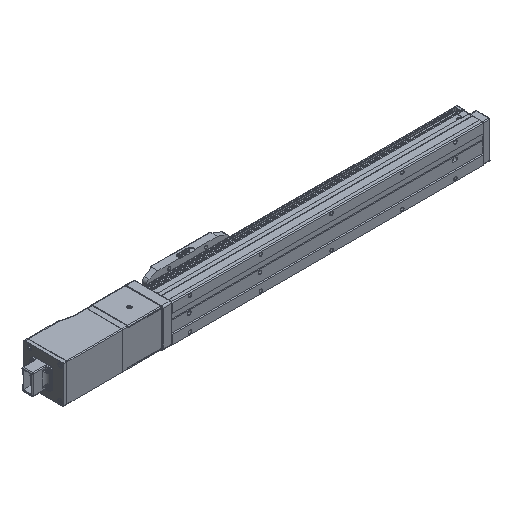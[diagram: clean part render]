
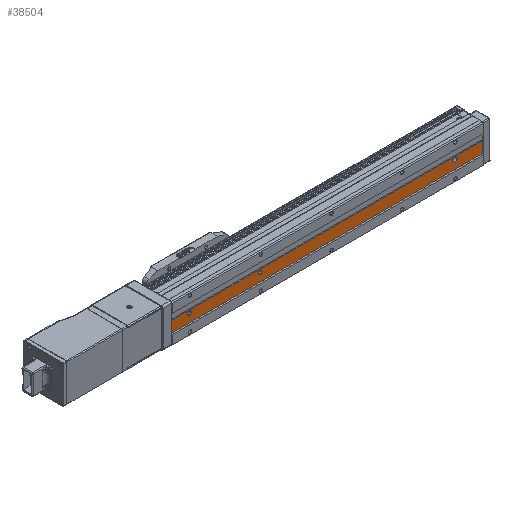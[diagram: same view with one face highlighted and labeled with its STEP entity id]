
A CAD part, isometric view. The second image highlights one B-rep face of the part: STEP entity #38504.
In plain terms, the highlighted planar face has unit normal (0, -1, 0).
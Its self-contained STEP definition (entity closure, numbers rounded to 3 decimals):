
#115 = VERTEX_POINT ( 'NONE', #41806 ) ;
#260 = VECTOR ( 'NONE', #25448, 1000. ) ;
#1692 = DIRECTION ( 'NONE',  ( 0., -1., 0. ) ) ;
#2335 = EDGE_LOOP ( 'NONE', ( #28760, #40749, #24614, #47448 ) ) ;
#2815 = DIRECTION ( 'NONE',  ( 0., -1., 0. ) ) ;
#3001 = EDGE_CURVE ( 'NONE', #115, #41031, #32352, .T. ) ;
#3096 = VECTOR ( 'NONE', #20518, 1000. ) ;
#3382 = CARTESIAN_POINT ( 'NONE',  ( 25., 1., 0. ) ) ;
#3422 = CARTESIAN_POINT ( 'NONE',  ( 125., 1., 0. ) ) ;
#3504 = FACE_BOUND ( 'NONE', #2335, .T. ) ;
#4867 = CARTESIAN_POINT ( 'NONE',  ( 440., 1., 3.786 ) ) ;
#5164 = VERTEX_POINT ( 'NONE', #8139 ) ;
#5251 = VECTOR ( 'NONE', #41473, 1000. ) ;
#5291 = AXIS2_PLACEMENT_3D ( 'NONE', #27721, #38797, #35820 ) ;
#5671 = EDGE_CURVE ( 'NONE', #38365, #48620, #42889, .T. ) ;
#6916 = DIRECTION ( 'NONE',  ( 0., 0., 1. ) ) ;
#7681 = EDGE_CURVE ( 'NONE', #44270, #44648, #11348, .T. ) ;
#7877 = VERTEX_POINT ( 'NONE', #22608 ) ;
#8139 = CARTESIAN_POINT ( 'NONE',  ( 0., 1., 3.786 ) ) ;
#8147 = AXIS2_PLACEMENT_3D ( 'NONE', #19690, #15239, #15489 ) ;
#8545 = CIRCLE ( 'NONE', #20354, 2.5 ) ;
#8759 = EDGE_CURVE ( 'NONE', #44648, #44270, #39891, .T. ) ;
#9335 = DIRECTION ( 'NONE',  ( 0., 0., -1. ) ) ;
#9640 = LINE ( 'NONE', #17299, #3096 ) ;
#9935 = EDGE_CURVE ( 'NONE', #48620, #22971, #37766, .T. ) ;
#10615 = DIRECTION ( 'NONE',  ( 0., -1., 0. ) ) ;
#11348 = CIRCLE ( 'NONE', #38938, 2.5 ) ;
#11442 = CARTESIAN_POINT ( 'NONE',  ( 0., 1., -12. ) ) ;
#11470 = DIRECTION ( 'NONE',  ( 0., 0., 1. ) ) ;
#11723 = ORIENTED_EDGE ( 'NONE', *, *, #23432, .T. ) ;
#12777 = ORIENTED_EDGE ( 'NONE', *, *, #9935, .F. ) ;
#13331 = EDGE_CURVE ( 'NONE', #7877, #115, #41810, .T. ) ;
#13712 = EDGE_LOOP ( 'NONE', ( #33508, #46520 ) ) ;
#14889 = CARTESIAN_POINT ( 'NONE',  ( 440., 1., 3.786 ) ) ;
#15239 = DIRECTION ( 'NONE',  ( 0., -1., 0. ) ) ;
#15241 = DIRECTION ( 'NONE',  ( 0., 0., 1. ) ) ;
#15489 = DIRECTION ( 'NONE',  ( 0., 0., 1. ) ) ;
#15991 = ORIENTED_EDGE ( 'NONE', *, *, #5671, .F. ) ;
#16033 = DIRECTION ( 'NONE',  ( -1., 0., 0. ) ) ;
#16199 = EDGE_CURVE ( 'NONE', #41031, #16704, #9640, .T. ) ;
#16704 = VERTEX_POINT ( 'NONE', #40205 ) ;
#17299 = CARTESIAN_POINT ( 'NONE',  ( 440., 1., 2.5 ) ) ;
#17613 = CIRCLE ( 'NONE', #8147, 2.5 ) ;
#18541 = CARTESIAN_POINT ( 'NONE',  ( 25., 1., -2.5 ) ) ;
#19690 = CARTESIAN_POINT ( 'NONE',  ( 25., 1., 0. ) ) ;
#19989 = CARTESIAN_POINT ( 'NONE',  ( 440., 1., 3.786 ) ) ;
#20354 = AXIS2_PLACEMENT_3D ( 'NONE', #3382, #48572, #15241 ) ;
#20518 = DIRECTION ( 'NONE',  ( -1., 0., 0. ) ) ;
#21754 = VECTOR ( 'NONE', #9335, 1000. ) ;
#22608 = CARTESIAN_POINT ( 'NONE',  ( 399., 1., -2.5 ) ) ;
#22971 = VERTEX_POINT ( 'NONE', #11442 ) ;
#23028 = FACE_OUTER_BOUND ( 'NONE', #23907, .T. ) ;
#23432 = EDGE_CURVE ( 'NONE', #5164, #22971, #36056, .T. ) ;
#23907 = EDGE_LOOP ( 'NONE', ( #11723, #12777, #15991, #38669 ) ) ;
#24614 = ORIENTED_EDGE ( 'NONE', *, *, #16199, .F. ) ;
#25448 = DIRECTION ( 'NONE',  ( 0., 0., -1. ) ) ;
#25900 = AXIS2_PLACEMENT_3D ( 'NONE', #33710, #28625, #11470 ) ;
#26533 = DIRECTION ( 'NONE',  ( 1., 0., 0. ) ) ;
#26983 = CARTESIAN_POINT ( 'NONE',  ( 25., 1., 2.5 ) ) ;
#27225 = FACE_BOUND ( 'NONE', #13712, .T. ) ;
#27226 = EDGE_CURVE ( 'NONE', #16704, #7877, #33758, .T. ) ;
#27721 = CARTESIAN_POINT ( 'NONE',  ( 440., 1., 3.786 ) ) ;
#27743 = VERTEX_POINT ( 'NONE', #26983 ) ;
#28196 = VECTOR ( 'NONE', #26533, 1000. ) ;
#28473 = EDGE_CURVE ( 'NONE', #41114, #27743, #17613, .T. ) ;
#28625 = DIRECTION ( 'NONE',  ( 0., -1., 0. ) ) ;
#28760 = ORIENTED_EDGE ( 'NONE', *, *, #13331, .F. ) ;
#28762 = CARTESIAN_POINT ( 'NONE',  ( 401., 1., 2.5 ) ) ;
#29130 = DIRECTION ( 'NONE',  ( 0., 0., 1. ) ) ;
#29388 = CARTESIAN_POINT ( 'NONE',  ( 440., 1., -12. ) ) ;
#32238 = DIRECTION ( 'NONE',  ( 0., 0., 1. ) ) ;
#32352 = CIRCLE ( 'NONE', #37120, 2.5 ) ;
#32571 = EDGE_CURVE ( 'NONE', #38365, #5164, #40293, .T. ) ;
#33508 = ORIENTED_EDGE ( 'NONE', *, *, #28473, .F. ) ;
#33710 = CARTESIAN_POINT ( 'NONE',  ( 399., 1., 0. ) ) ;
#33758 = CIRCLE ( 'NONE', #25900, 2.5 ) ;
#35820 = DIRECTION ( 'NONE',  ( 0., 0., 1. ) ) ;
#36056 = LINE ( 'NONE', #36302, #260 ) ;
#36302 = CARTESIAN_POINT ( 'NONE',  ( 0., 1., 3.786 ) ) ;
#37120 = AXIS2_PLACEMENT_3D ( 'NONE', #44169, #1692, #29130 ) ;
#37766 = LINE ( 'NONE', #29388, #5251 ) ;
#37933 = EDGE_LOOP ( 'NONE', ( #39282, #47486 ) ) ;
#38058 = PLANE ( 'NONE',  #5291 ) ;
#38365 = VERTEX_POINT ( 'NONE', #14889 ) ;
#38504 = ADVANCED_FACE ( 'NONE', ( #45469, #27225, #3504, #23028 ), #38058, .F. ) ;
#38669 = ORIENTED_EDGE ( 'NONE', *, *, #32571, .T. ) ;
#38720 = VECTOR ( 'NONE', #16033, 1000. ) ;
#38797 = DIRECTION ( 'NONE',  ( 0., 1., 0. ) ) ;
#38938 = AXIS2_PLACEMENT_3D ( 'NONE', #43343, #2815, #32238 ) ;
#39125 = CARTESIAN_POINT ( 'NONE',  ( 440., 1., -12. ) ) ;
#39282 = ORIENTED_EDGE ( 'NONE', *, *, #8759, .F. ) ;
#39320 = EDGE_CURVE ( 'NONE', #27743, #41114, #8545, .T. ) ;
#39444 = CARTESIAN_POINT ( 'NONE',  ( 125., 1., 2.5 ) ) ;
#39891 = CIRCLE ( 'NONE', #46159, 2.5 ) ;
#40205 = CARTESIAN_POINT ( 'NONE',  ( 399., 1., 2.5 ) ) ;
#40293 = LINE ( 'NONE', #19989, #38720 ) ;
#40749 = ORIENTED_EDGE ( 'NONE', *, *, #27226, .F. ) ;
#41031 = VERTEX_POINT ( 'NONE', #28762 ) ;
#41114 = VERTEX_POINT ( 'NONE', #18541 ) ;
#41473 = DIRECTION ( 'NONE',  ( -1., 0., 0. ) ) ;
#41806 = CARTESIAN_POINT ( 'NONE',  ( 401., 1., -2.5 ) ) ;
#41810 = LINE ( 'NONE', #45743, #28196 ) ;
#42889 = LINE ( 'NONE', #4867, #21754 ) ;
#43343 = CARTESIAN_POINT ( 'NONE',  ( 125., 1., 0. ) ) ;
#44169 = CARTESIAN_POINT ( 'NONE',  ( 401., 1., 0. ) ) ;
#44270 = VERTEX_POINT ( 'NONE', #39444 ) ;
#44648 = VERTEX_POINT ( 'NONE', #47272 ) ;
#45469 = FACE_BOUND ( 'NONE', #37933, .T. ) ;
#45743 = CARTESIAN_POINT ( 'NONE',  ( 440., 1., -2.5 ) ) ;
#46159 = AXIS2_PLACEMENT_3D ( 'NONE', #3422, #10615, #6916 ) ;
#46520 = ORIENTED_EDGE ( 'NONE', *, *, #39320, .F. ) ;
#47272 = CARTESIAN_POINT ( 'NONE',  ( 125., 1., -2.5 ) ) ;
#47448 = ORIENTED_EDGE ( 'NONE', *, *, #3001, .F. ) ;
#47486 = ORIENTED_EDGE ( 'NONE', *, *, #7681, .F. ) ;
#48572 = DIRECTION ( 'NONE',  ( 0., -1., 0. ) ) ;
#48620 = VERTEX_POINT ( 'NONE', #39125 ) ;
